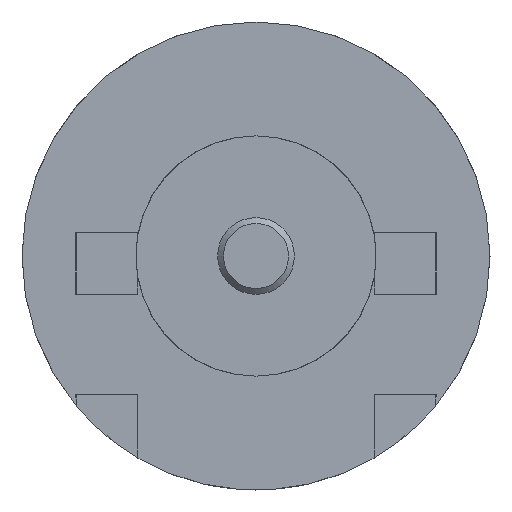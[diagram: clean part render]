
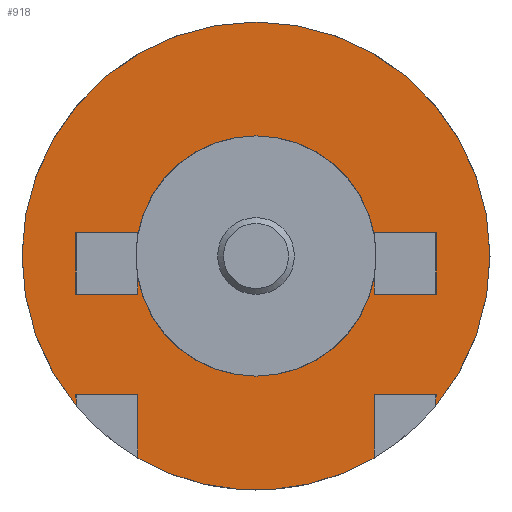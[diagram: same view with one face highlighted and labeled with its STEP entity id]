
A CAD part, front view. The second image highlights one B-rep face of the part: STEP entity #918.
In plain terms, the highlighted planar face has unit normal (0, -1, 0).
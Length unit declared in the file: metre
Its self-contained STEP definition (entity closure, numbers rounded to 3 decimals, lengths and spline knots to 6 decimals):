
#26=FACE_BOUND('',#188,.T.);
#32=PLANE('',#1001);
#133=FACE_OUTER_BOUND('',#187,.T.);
#187=EDGE_LOOP('',(#739,#740,#741,#742,#743,#744,#745,#746,#747));
#188=EDGE_LOOP('',(#748,#749,#750,#751,#752,#753,#754,#755,#756,#757,#758,
#759,#760));
#230=CIRCLE('',#990,0.003965);
#232=CIRCLE('',#992,0.003965);
#233=CIRCLE('',#993,0.003965);
#237=CIRCLE('',#1002,0.002036);
#238=CIRCLE('',#1003,0.002036);
#239=CIRCLE('',#1004,0.002036);
#294=LINE('',#2674,#366);
#295=LINE('',#2675,#367);
#296=LINE('',#2677,#368);
#297=LINE('',#2679,#369);
#298=LINE('',#2680,#370);
#299=LINE('',#2681,#371);
#300=LINE('',#2684,#372);
#301=LINE('',#2686,#373);
#302=LINE('',#2688,#374);
#303=LINE('',#2690,#375);
#304=LINE('',#2694,#376);
#305=LINE('',#2696,#377);
#306=LINE('',#2698,#378);
#307=LINE('',#2700,#379);
#308=LINE('',#2702,#380);
#309=LINE('',#2707,#381);
#366=VECTOR('',#1146,0.01);
#367=VECTOR('',#1147,0.01);
#368=VECTOR('',#1148,0.01);
#369=VECTOR('',#1149,0.01);
#370=VECTOR('',#1150,0.01);
#371=VECTOR('',#1151,0.01);
#372=VECTOR('',#1152,0.01);
#373=VECTOR('',#1153,0.01);
#374=VECTOR('',#1154,0.01);
#375=VECTOR('',#1155,0.01);
#376=VECTOR('',#1158,0.01);
#377=VECTOR('',#1159,0.01);
#378=VECTOR('',#1160,0.01);
#379=VECTOR('',#1161,0.01);
#380=VECTOR('',#1162,0.01);
#381=VECTOR('',#1167,0.01);
#449=VERTEX_POINT('',#2354);
#450=VERTEX_POINT('',#2355);
#453=VERTEX_POINT('',#2361);
#454=VERTEX_POINT('',#2363);
#455=VERTEX_POINT('',#2366);
#462=VERTEX_POINT('',#2672);
#463=VERTEX_POINT('',#2673);
#464=VERTEX_POINT('',#2676);
#465=VERTEX_POINT('',#2678);
#466=VERTEX_POINT('',#2682);
#467=VERTEX_POINT('',#2683);
#468=VERTEX_POINT('',#2685);
#469=VERTEX_POINT('',#2687);
#470=VERTEX_POINT('',#2689);
#471=VERTEX_POINT('',#2691);
#472=VERTEX_POINT('',#2693);
#473=VERTEX_POINT('',#2695);
#474=VERTEX_POINT('',#2697);
#475=VERTEX_POINT('',#2699);
#476=VERTEX_POINT('',#2701);
#477=VERTEX_POINT('',#2703);
#478=VERTEX_POINT('',#2705);
#544=EDGE_CURVE('',#449,#450,#230,.T.);
#548=EDGE_CURVE('',#454,#453,#232,.T.);
#550=EDGE_CURVE('',#455,#454,#233,.T.);
#563=EDGE_CURVE('',#462,#463,#294,.F.);
#564=EDGE_CURVE('',#463,#455,#295,.F.);
#565=EDGE_CURVE('',#453,#464,#296,.F.);
#566=EDGE_CURVE('',#464,#465,#297,.F.);
#567=EDGE_CURVE('',#465,#449,#298,.F.);
#568=EDGE_CURVE('',#450,#462,#299,.F.);
#569=EDGE_CURVE('',#466,#467,#300,.F.);
#570=EDGE_CURVE('',#467,#468,#301,.F.);
#571=EDGE_CURVE('',#468,#469,#302,.F.);
#572=EDGE_CURVE('',#469,#470,#303,.F.);
#573=EDGE_CURVE('',#470,#471,#237,.F.);
#574=EDGE_CURVE('',#471,#472,#304,.F.);
#575=EDGE_CURVE('',#472,#473,#305,.F.);
#576=EDGE_CURVE('',#473,#474,#306,.F.);
#577=EDGE_CURVE('',#474,#475,#307,.F.);
#578=EDGE_CURVE('',#475,#476,#308,.F.);
#579=EDGE_CURVE('',#476,#477,#238,.F.);
#580=EDGE_CURVE('',#477,#478,#239,.F.);
#581=EDGE_CURVE('',#478,#466,#309,.F.);
#739=ORIENTED_EDGE('',*,*,#563,.T.);
#740=ORIENTED_EDGE('',*,*,#564,.T.);
#741=ORIENTED_EDGE('',*,*,#550,.T.);
#742=ORIENTED_EDGE('',*,*,#548,.T.);
#743=ORIENTED_EDGE('',*,*,#565,.T.);
#744=ORIENTED_EDGE('',*,*,#566,.T.);
#745=ORIENTED_EDGE('',*,*,#567,.T.);
#746=ORIENTED_EDGE('',*,*,#544,.T.);
#747=ORIENTED_EDGE('',*,*,#568,.T.);
#748=ORIENTED_EDGE('',*,*,#569,.T.);
#749=ORIENTED_EDGE('',*,*,#570,.T.);
#750=ORIENTED_EDGE('',*,*,#571,.T.);
#751=ORIENTED_EDGE('',*,*,#572,.T.);
#752=ORIENTED_EDGE('',*,*,#573,.T.);
#753=ORIENTED_EDGE('',*,*,#574,.T.);
#754=ORIENTED_EDGE('',*,*,#575,.T.);
#755=ORIENTED_EDGE('',*,*,#576,.T.);
#756=ORIENTED_EDGE('',*,*,#577,.T.);
#757=ORIENTED_EDGE('',*,*,#578,.T.);
#758=ORIENTED_EDGE('',*,*,#579,.T.);
#759=ORIENTED_EDGE('',*,*,#580,.T.);
#760=ORIENTED_EDGE('',*,*,#581,.T.);
#918=ADVANCED_FACE('',(#133,#26),#32,.T.);
#990=AXIS2_PLACEMENT_3D('',#2356,#1115,#1116);
#992=AXIS2_PLACEMENT_3D('',#2364,#1121,#1122);
#993=AXIS2_PLACEMENT_3D('',#2367,#1124,#1125);
#1001=AXIS2_PLACEMENT_3D('',#2671,#1144,#1145);
#1002=AXIS2_PLACEMENT_3D('',#2692,#1156,#1157);
#1003=AXIS2_PLACEMENT_3D('',#2704,#1163,#1164);
#1004=AXIS2_PLACEMENT_3D('',#2706,#1165,#1166);
#1115=DIRECTION('center_axis',(0.,-1.,0.));
#1116=DIRECTION('ref_axis',(0.,0.,-1.));
#1121=DIRECTION('center_axis',(0.,-1.,0.));
#1122=DIRECTION('ref_axis',(0.,0.,-1.));
#1124=DIRECTION('center_axis',(0.,-1.,0.));
#1125=DIRECTION('ref_axis',(0.,0.,-1.));
#1144=DIRECTION('center_axis',(0.,-1.,0.));
#1145=DIRECTION('ref_axis',(0.,0.,-1.));
#1146=DIRECTION('',(-1.,0.,0.));
#1147=DIRECTION('',(0.,0.,1.));
#1148=DIRECTION('',(0.,0.,-1.));
#1149=DIRECTION('',(-1.,0.,0.));
#1150=DIRECTION('',(0.,0.,1.));
#1151=DIRECTION('',(0.,0.,-1.));
#1152=DIRECTION('',(-1.,0.,0.));
#1153=DIRECTION('',(0.,0.,1.));
#1154=DIRECTION('',(1.,0.,0.));
#1155=DIRECTION('',(0.,0.,-1.));
#1156=DIRECTION('center_axis',(0.,-1.,0.));
#1157=DIRECTION('ref_axis',(0.,0.,-1.));
#1158=DIRECTION('',(0.,0.,1.));
#1159=DIRECTION('',(1.,0.,0.));
#1160=DIRECTION('',(0.,0.,-1.));
#1161=DIRECTION('',(-1.,0.,0.));
#1162=DIRECTION('',(0.,0.,1.));
#1163=DIRECTION('center_axis',(0.,-1.,0.));
#1164=DIRECTION('ref_axis',(0.,0.,-1.));
#1165=DIRECTION('center_axis',(0.,-1.,0.));
#1166=DIRECTION('ref_axis',(0.,0.,-1.));
#1167=DIRECTION('',(0.,0.,-1.));
#2354=CARTESIAN_POINT('',(-0.002,0.,-0.003424));
#2355=CARTESIAN_POINT('',(0.002,0.,-0.003424));
#2356=CARTESIAN_POINT('Origin',(0.,0.,0.));
#2361=CARTESIAN_POINT('',(-0.00305,0.,-0.002534));
#2363=CARTESIAN_POINT('',(0.,0.,0.003965));
#2364=CARTESIAN_POINT('Origin',(0.,0.,0.));
#2366=CARTESIAN_POINT('',(0.00305,0.,-0.002534));
#2367=CARTESIAN_POINT('Origin',(0.,0.,0.));
#2671=CARTESIAN_POINT('Origin',(-0.004013,0.,0.004013));
#2672=CARTESIAN_POINT('',(0.002,0.,-0.00235));
#2673=CARTESIAN_POINT('',(0.00305,0.,-0.00235));
#2674=CARTESIAN_POINT('',(0.00305,0.,-0.00235));
#2675=CARTESIAN_POINT('',(0.00305,0.,-0.002534));
#2676=CARTESIAN_POINT('',(-0.00305,0.,-0.00235));
#2677=CARTESIAN_POINT('',(-0.00305,0.,-0.00235));
#2678=CARTESIAN_POINT('',(-0.002,0.,-0.00235));
#2679=CARTESIAN_POINT('',(-0.002,0.,-0.00235));
#2680=CARTESIAN_POINT('',(-0.002,0.,-0.003424));
#2681=CARTESIAN_POINT('',(0.002,0.,-0.00235));
#2682=CARTESIAN_POINT('',(0.002,0.,0.0004));
#2683=CARTESIAN_POINT('',(0.00305,0.,0.0004));
#2684=CARTESIAN_POINT('',(0.00305,0.,0.0004));
#2685=CARTESIAN_POINT('',(0.00305,0.,-0.00065));
#2686=CARTESIAN_POINT('',(0.00305,0.,-0.00065));
#2687=CARTESIAN_POINT('',(0.002,0.,-0.00065));
#2688=CARTESIAN_POINT('',(0.002,0.,-0.00065));
#2689=CARTESIAN_POINT('',(0.002,0.,-0.000381));
#2690=CARTESIAN_POINT('',(0.002,0.,-0.000381));
#2691=CARTESIAN_POINT('',(-0.002,0.,-0.000381));
#2692=CARTESIAN_POINT('Origin',(0.,0.,0.));
#2693=CARTESIAN_POINT('',(-0.002,0.,-0.00065));
#2694=CARTESIAN_POINT('',(-0.002,0.,-0.00065));
#2695=CARTESIAN_POINT('',(-0.00305,0.,-0.00065));
#2696=CARTESIAN_POINT('',(-0.00305,0.,-0.00065));
#2697=CARTESIAN_POINT('',(-0.00305,0.,0.0004));
#2698=CARTESIAN_POINT('',(-0.00305,0.,0.0004));
#2699=CARTESIAN_POINT('',(-0.002,0.,0.0004));
#2700=CARTESIAN_POINT('',(-0.002,0.,0.0004));
#2701=CARTESIAN_POINT('',(-0.002,0.,0.000381));
#2702=CARTESIAN_POINT('',(-0.002,0.,0.000381));
#2703=CARTESIAN_POINT('',(0.,0.,0.002036));
#2704=CARTESIAN_POINT('Origin',(0.,0.,0.));
#2705=CARTESIAN_POINT('',(0.002,0.,0.000381));
#2706=CARTESIAN_POINT('Origin',(0.,0.,0.));
#2707=CARTESIAN_POINT('',(0.002,0.,0.0004));
